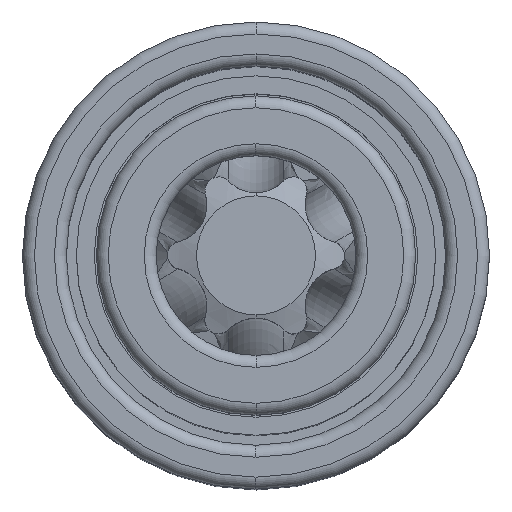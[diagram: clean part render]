
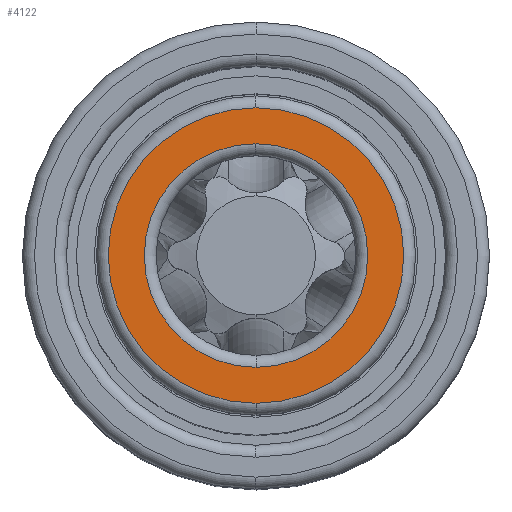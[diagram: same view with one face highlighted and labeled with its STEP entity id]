
A CAD part, top view. The second image highlights one B-rep face of the part: STEP entity #4122.
In plain terms, the highlighted face is planar.
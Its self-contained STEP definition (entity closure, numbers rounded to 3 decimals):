
#3937=CARTESIAN_POINT('',(0.,0.,0.));
#3938=DIRECTION('',(0.,0.,1.));
#3939=DIRECTION('',(0.,1.,0.));
#3940=AXIS2_PLACEMENT_3D('',#3937,#3938,#3939);
#3942=CARTESIAN_POINT('',(0.,0.,0.));
#3943=DIRECTION('',(0.,0.,1.));
#3944=DIRECTION('',(0.,-1.,0.));
#3945=AXIS2_PLACEMENT_3D('',#3942,#3943,#3944);
#3947=CARTESIAN_POINT('',(0.,0.,0.));
#3948=DIRECTION('',(0.,0.,1.));
#3949=DIRECTION('',(0.,1.,0.));
#3950=AXIS2_PLACEMENT_3D('',#3947,#3948,#3949);
#3952=CARTESIAN_POINT('',(0.,0.,0.));
#3953=DIRECTION('',(0.,0.,1.));
#3954=DIRECTION('',(0.,-1.,0.));
#3955=AXIS2_PLACEMENT_3D('',#3952,#3953,#3954);
#4093=CARTESIAN_POINT('',(0.,3.7,0.));
#4094=CARTESIAN_POINT('',(0.,-3.7,0.));
#4095=VERTEX_POINT('',#4093);
#4096=VERTEX_POINT('',#4094);
#4097=CARTESIAN_POINT('',(0.,2.8,0.));
#4098=CARTESIAN_POINT('',(0.,-2.8,0.));
#4099=VERTEX_POINT('',#4097);
#4100=VERTEX_POINT('',#4098);
#4105=CARTESIAN_POINT('',(0.,0.,0.));
#4106=DIRECTION('',(0.,0.,1.));
#4107=DIRECTION('',(0.,1.,0.));
#4108=AXIS2_PLACEMENT_3D('',#4105,#4106,#4107);
#4109=PLANE('',#4108);
#4111=ORIENTED_EDGE('',*,*,#4110,.T.);
#4113=ORIENTED_EDGE('',*,*,#4112,.T.);
#4114=EDGE_LOOP('',(#4111,#4113));
#4115=FACE_OUTER_BOUND('',#4114,.F.);
#4117=ORIENTED_EDGE('',*,*,#4116,.F.);
#4119=ORIENTED_EDGE('',*,*,#4118,.F.);
#4120=EDGE_LOOP('',(#4117,#4119));
#4121=FACE_BOUND('',#4120,.F.);
#4122=ADVANCED_FACE('',(#4115,#4121),#4109,.F.);
#3941=CIRCLE('',#3940,3.7);
#3946=CIRCLE('',#3945,3.7);
#3951=CIRCLE('',#3950,2.8);
#3956=CIRCLE('',#3955,2.8);
#4110=EDGE_CURVE('',#4095,#4096,#3941,.T.);
#4112=EDGE_CURVE('',#4096,#4095,#3946,.T.);
#4116=EDGE_CURVE('',#4099,#4100,#3951,.T.);
#4118=EDGE_CURVE('',#4100,#4099,#3956,.T.);
